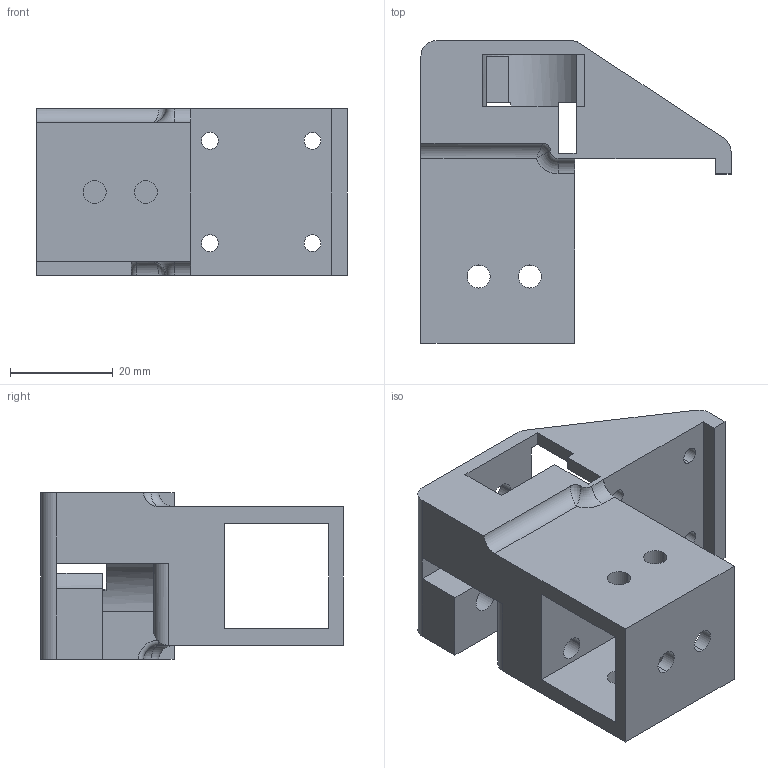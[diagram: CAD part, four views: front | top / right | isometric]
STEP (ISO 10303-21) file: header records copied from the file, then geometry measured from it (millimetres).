
FILE_DESCRIPTION (( 'STEP AP214' ), '1' );
FILE_NAME ('GantryBKT.STEP', '2021-08-15T02:37:38', ( '' ), ( '' ), 'SwSTEP 2.0', 'SolidWorks 2020', '' );
FILE_SCHEMA (( 'AUTOMOTIVE_DESIGN' ));
Length unit declared in the file: millimetre
Products named in the file (1): GantryBKT
Bounding box: 60.5 x 59 x 32.5 mm (x, y, z)
Volume: 34094.6 mm3; surface area: 16269.2 mm2
Topology: 1 solids, 1 shells, 84 faces, 252 edges, 164 vertices
Faces by surface type: cylinder 40, plane 39, torus 3, bspline 2
Entity records: 3560 total; most frequent: CARTESIAN_POINT 1140, ORIENTED_EDGE 500, DIRECTION 496, EDGE_CURVE 250, AXIS2_PLACEMENT_3D 173, VERTEX_POINT 164, VECTOR 150, LINE 150
